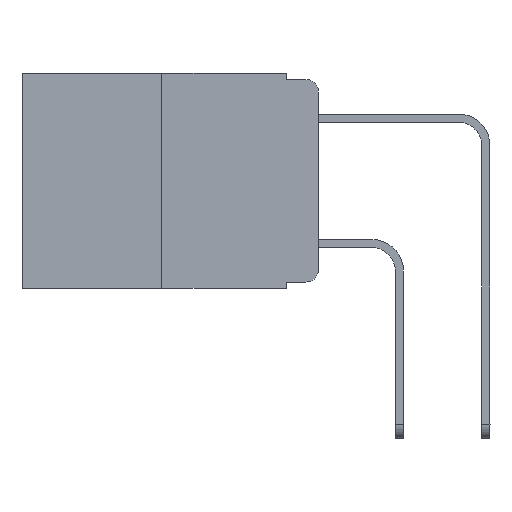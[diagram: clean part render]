
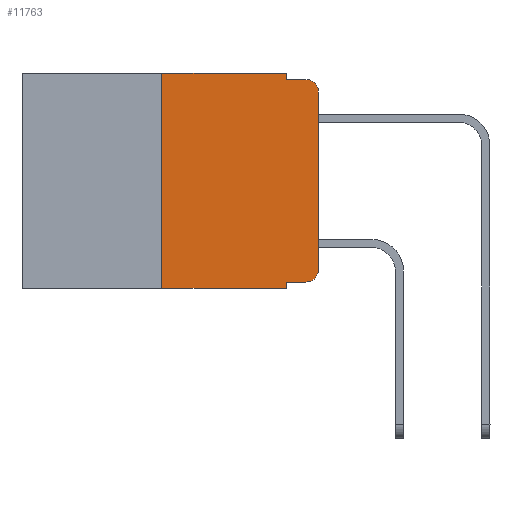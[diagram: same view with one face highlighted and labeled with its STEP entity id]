
A CAD part, left-side view. The second image highlights one B-rep face of the part: STEP entity #11763.
In plain terms, the highlighted planar face has unit normal (-1, 0, 0).
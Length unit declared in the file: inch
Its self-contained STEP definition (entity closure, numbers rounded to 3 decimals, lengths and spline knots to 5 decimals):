
#441 = VECTOR ( 'NONE', #14597, 39.37008 ) ;
#936 = CARTESIAN_POINT ( 'NONE',  ( 0., 0.473, 0. ) ) ;
#946 = CARTESIAN_POINT ( 'NONE',  ( 0., 0.25, 0. ) ) ;
#1144 = EDGE_CURVE ( 'NONE', #12240, #6710, #23040, .T. ) ;
#1320 = DIRECTION ( 'NONE',  ( 0., -1., 0. ) ) ;
#1401 = CARTESIAN_POINT ( 'NONE',  ( 0., 0.051, -0.333 ) ) ;
#1596 = AXIS2_PLACEMENT_3D ( 'NONE', #3966, #2312, #9559 ) ;
#1654 = EDGE_CURVE ( 'NONE', #16687, #13661, #15862, .T. ) ;
#1876 = DIRECTION ( 'NONE',  ( 0., 0., -1. ) ) ;
#2312 = DIRECTION ( 'NONE',  ( -1., 0., 0. ) ) ;
#2806 = DIRECTION ( 'NONE',  ( 0., 0., -1. ) ) ;
#3062 = VECTOR ( 'NONE', #3930, 39.37008 ) ;
#3421 = CARTESIAN_POINT ( 'NONE',  ( 0., 0., 0. ) ) ;
#3522 = ORIENTED_EDGE ( 'NONE', *, *, #14662, .T. ) ;
#3892 = ORIENTED_EDGE ( 'NONE', *, *, #19289, .F. ) ;
#3930 = DIRECTION ( 'NONE',  ( 0., -1., 0. ) ) ;
#3966 = CARTESIAN_POINT ( 'NONE',  ( 0., 0.02, -0.313 ) ) ;
#4835 = EDGE_CURVE ( 'NONE', #13661, #23082, #20296, .T. ) ;
#5345 = DIRECTION ( 'NONE',  ( 0., -1., 0. ) ) ;
#5505 = ORIENTED_EDGE ( 'NONE', *, *, #4835, .F. ) ;
#6029 = DIRECTION ( 'NONE',  ( 0., 0., -1. ) ) ;
#6481 = VECTOR ( 'NONE', #6029, 39.37008 ) ;
#6710 = VERTEX_POINT ( 'NONE', #13275 ) ;
#7351 = LINE ( 'NONE', #3421, #441 ) ;
#7694 = CARTESIAN_POINT ( 'NONE',  ( 0., 0.02, -0.03 ) ) ;
#7924 = ORIENTED_EDGE ( 'NONE', *, *, #20640, .T. ) ;
#7947 = LINE ( 'NONE', #18762, #6481 ) ;
#7948 = ORIENTED_EDGE ( 'NONE', *, *, #1144, .T. ) ;
#8289 = EDGE_CURVE ( 'NONE', #12635, #16687, #22147, .T. ) ;
#8770 = DIRECTION ( 'NONE',  ( 0., -1., 0. ) ) ;
#8796 = CIRCLE ( 'NONE', #1596, 0.02 ) ;
#8949 = VERTEX_POINT ( 'NONE', #20576 ) ;
#9092 = ORIENTED_EDGE ( 'NONE', *, *, #8289, .F. ) ;
#9220 = ORIENTED_EDGE ( 'NONE', *, *, #1654, .F. ) ;
#9559 = DIRECTION ( 'NONE',  ( 0., 0., -1. ) ) ;
#9839 = DIRECTION ( 'NONE',  ( 0., 0., 1. ) ) ;
#10135 = VECTOR ( 'NONE', #2806, 39.37008 ) ;
#10184 = PLANE ( 'NONE',  #20795 ) ;
#10830 = CARTESIAN_POINT ( 'NONE',  ( 0., 0., -0.03 ) ) ;
#10930 = LINE ( 'NONE', #12719, #17449 ) ;
#11101 = CARTESIAN_POINT ( 'NONE',  ( 0., 0.051, -0.343 ) ) ;
#11387 = CARTESIAN_POINT ( 'NONE',  ( 0., 0.25, -0.343 ) ) ;
#11763 = ADVANCED_FACE ( 'NONE', ( #13768 ), #10184, .F. ) ;
#11845 = CARTESIAN_POINT ( 'NONE',  ( 0., 0.051, 0. ) ) ;
#11921 = VECTOR ( 'NONE', #1320, 39.37008 ) ;
#12240 = VERTEX_POINT ( 'NONE', #17624 ) ;
#12309 = ORIENTED_EDGE ( 'NONE', *, *, #23144, .T. ) ;
#12635 = VERTEX_POINT ( 'NONE', #14991 ) ;
#12719 = CARTESIAN_POINT ( 'NONE',  ( 0., 0.473, -0.343 ) ) ;
#13014 = VERTEX_POINT ( 'NONE', #11387 ) ;
#13134 = EDGE_CURVE ( 'NONE', #13014, #12635, #17446, .T. ) ;
#13237 = VERTEX_POINT ( 'NONE', #11101 ) ;
#13275 = CARTESIAN_POINT ( 'NONE',  ( 0., 0.02, -0.333 ) ) ;
#13661 = VERTEX_POINT ( 'NONE', #17394 ) ;
#13768 = FACE_OUTER_BOUND ( 'NONE', #22756, .T. ) ;
#14007 = AXIS2_PLACEMENT_3D ( 'NONE', #7694, #18146, #1876 ) ;
#14483 = CARTESIAN_POINT ( 'NONE',  ( 0., 0.02, -0.01 ) ) ;
#14597 = DIRECTION ( 'NONE',  ( 0., 0., 1. ) ) ;
#14662 = EDGE_CURVE ( 'NONE', #21364, #23082, #17413, .T. ) ;
#14677 = VECTOR ( 'NONE', #9839, 39.37008 ) ;
#14991 = CARTESIAN_POINT ( 'NONE',  ( 0., 0.25, 0. ) ) ;
#15440 = EDGE_CURVE ( 'NONE', #13014, #13237, #10930, .T. ) ;
#15862 = LINE ( 'NONE', #11845, #10135 ) ;
#15916 = CARTESIAN_POINT ( 'NONE',  ( 0., 0.051, -0.01 ) ) ;
#16687 = VERTEX_POINT ( 'NONE', #18959 ) ;
#16965 = DIRECTION ( 'NONE',  ( 1., 0., 0. ) ) ;
#17205 = DIRECTION ( 'NONE',  ( 0., 0., -1. ) ) ;
#17394 = CARTESIAN_POINT ( 'NONE',  ( 0., 0.051, -0.01 ) ) ;
#17413 = CIRCLE ( 'NONE', #14007, 0.02 ) ;
#17446 = LINE ( 'NONE', #946, #14677 ) ;
#17449 = VECTOR ( 'NONE', #5345, 39.37008 ) ;
#17597 = ORIENTED_EDGE ( 'NONE', *, *, #13134, .F. ) ;
#17624 = CARTESIAN_POINT ( 'NONE',  ( 0., 0.051, -0.333 ) ) ;
#18146 = DIRECTION ( 'NONE',  ( -1., 0., 0. ) ) ;
#18205 = CARTESIAN_POINT ( 'NONE',  ( 0., 0.473, 0. ) ) ;
#18762 = CARTESIAN_POINT ( 'NONE',  ( 0., 0.051, 0. ) ) ;
#18959 = CARTESIAN_POINT ( 'NONE',  ( 0., 0.051, 0. ) ) ;
#19289 = EDGE_CURVE ( 'NONE', #12240, #13237, #7947, .T. ) ;
#20057 = ORIENTED_EDGE ( 'NONE', *, *, #15440, .T. ) ;
#20296 = LINE ( 'NONE', #15916, #11921 ) ;
#20576 = CARTESIAN_POINT ( 'NONE',  ( 0., 0., -0.313 ) ) ;
#20640 = EDGE_CURVE ( 'NONE', #6710, #8949, #8796, .T. ) ;
#20795 = AXIS2_PLACEMENT_3D ( 'NONE', #936, #16965, #17205 ) ;
#21364 = VERTEX_POINT ( 'NONE', #10830 ) ;
#22147 = LINE ( 'NONE', #18205, #3062 ) ;
#22302 = VECTOR ( 'NONE', #8770, 39.37008 ) ;
#22756 = EDGE_LOOP ( 'NONE', ( #12309, #3522, #5505, #9220, #9092, #17597, #20057, #3892, #7948, #7924 ) ) ;
#23040 = LINE ( 'NONE', #1401, #22302 ) ;
#23082 = VERTEX_POINT ( 'NONE', #14483 ) ;
#23144 = EDGE_CURVE ( 'NONE', #8949, #21364, #7351, .T. ) ;
